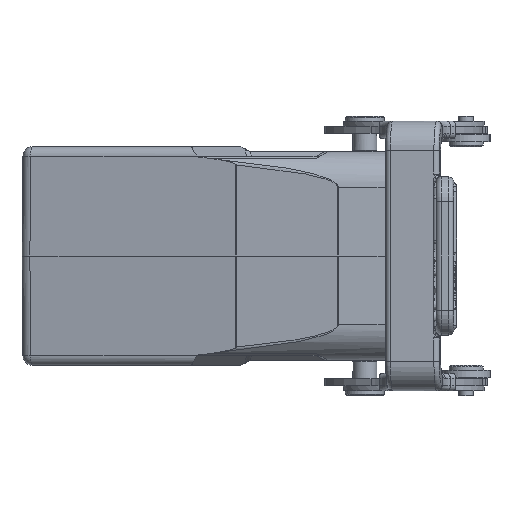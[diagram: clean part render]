
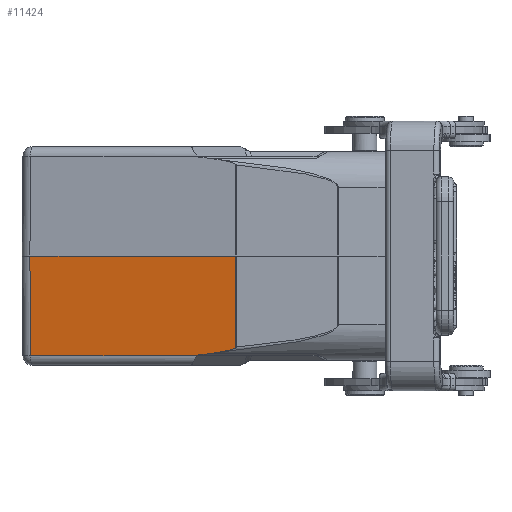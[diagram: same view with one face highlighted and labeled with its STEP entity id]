
A CAD part, left-side view. The second image highlights one B-rep face of the part: STEP entity #11424.
In plain terms, the highlighted planar face has unit normal (-0.982, 0.191, -0.009).
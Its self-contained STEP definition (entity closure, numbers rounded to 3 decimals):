
#8064=B_SPLINE_CURVE_WITH_KNOTS('',3,(#58410,#58411,#58412,#58413,#58414,
#58415,#58416,#58417,#58418,#58419,#58420,#58421,#58422,#58423,#58424,#58425),
 .UNSPECIFIED.,.F.,.F.,(4,3,3,3,3,4),(0.,0.437,0.715,
0.893,0.979,1.),.UNSPECIFIED.);
#9852=FACE_OUTER_BOUND('',#15372,.T.);
#11424=ADVANCED_FACE('',(#9852),#12260,.T.);
#12260=PLANE('',#36576);
#15372=EDGE_LOOP('',(#27382,#27383,#27384,#27385,#27386,#27387,#27388,#27389));
#17612=LINE('',#58478,#19959);
#17614=LINE('',#58487,#19961);
#17641=LINE('',#58577,#19988);
#17643=LINE('',#58583,#19990);
#17644=LINE('',#58585,#19991);
#19959=VECTOR('',#43595,1.);
#19961=VECTOR('',#43603,1.);
#19988=VECTOR('',#43692,1.);
#19990=VECTOR('',#43700,1.);
#19991=VECTOR('',#43701,1.);
#27382=ORIENTED_EDGE('',*,*,#33885,.T.);
#27383=ORIENTED_EDGE('',*,*,#33887,.T.);
#27384=ORIENTED_EDGE('',*,*,#33939,.F.);
#27385=ORIENTED_EDGE('',*,*,#33940,.F.);
#27386=ORIENTED_EDGE('',*,*,#33891,.T.);
#27387=ORIENTED_EDGE('',*,*,#33936,.T.);
#27388=ORIENTED_EDGE('',*,*,#33938,.T.);
#27389=ORIENTED_EDGE('',*,*,#33941,.T.);
#30126=VERTEX_POINT('',#58390);
#30128=VERTEX_POINT('',#58409);
#30129=VERTEX_POINT('',#58479);
#30132=VERTEX_POINT('',#58486);
#30133=VERTEX_POINT('',#58488);
#30164=VERTEX_POINT('',#58576);
#30165=VERTEX_POINT('',#58580);
#30166=VERTEX_POINT('',#58584);
#33885=EDGE_CURVE('',#30126,#30128,#8064,.T.);
#33887=EDGE_CURVE('',#30128,#30129,#17612,.T.);
#33891=EDGE_CURVE('',#30133,#30132,#17614,.T.);
#33936=EDGE_CURVE('',#30132,#30164,#17641,.T.);
#33938=EDGE_CURVE('',#30164,#30165,#34185,.T.);
#33939=EDGE_CURVE('',#30166,#30129,#17643,.T.);
#33940=EDGE_CURVE('',#30133,#30166,#17644,.T.);
#33941=EDGE_CURVE('',#30165,#30126,#34186,.T.);
#34185=ELLIPSE('',#36573,10.482,2.);
#34186=ELLIPSE('',#36575,39.308,7.5);
#36573=AXIS2_PLACEMENT_3D('',#58581,#43696,#43697);
#36575=AXIS2_PLACEMENT_3D('',#58586,#43702,#43703);
#36576=AXIS2_PLACEMENT_3D('',#58587,#43704,#43705);
#43595=DIRECTION('',(-0.009,0.001,1.));
#43603=DIRECTION('',(-0.191,-0.982,0.));
#43692=DIRECTION('',(-0.13,-0.634,0.763));
#43696=DIRECTION('',(-0.982,0.191,-0.009));
#43697=DIRECTION('',(0.191,0.982,0.002));
#43700=DIRECTION('',(-0.191,-0.982,0.));
#43701=DIRECTION('',(-0.007,0.009,1.));
#43702=DIRECTION('',(-0.982,0.191,-0.009));
#43703=DIRECTION('',(0.191,0.982,0.002));
#43704=DIRECTION('',(-0.982,0.191,-0.009));
#43705=DIRECTION('',(-0.191,-0.982,0.));
#58390=CARTESIAN_POINT('',(-43.861,3.676,-19.818));
#58409=CARTESIAN_POINT('',(-44.58,0.024,-18.83));
#58410=CARTESIAN_POINT('',(-43.861,3.676,-19.818));
#58411=CARTESIAN_POINT('',(-43.968,3.128,-19.73));
#58412=CARTESIAN_POINT('',(-44.076,2.582,-19.633));
#58413=CARTESIAN_POINT('',(-44.182,2.039,-19.517));
#58414=CARTESIAN_POINT('',(-44.25,1.695,-19.443));
#58415=CARTESIAN_POINT('',(-44.317,1.351,-19.362));
#58416=CARTESIAN_POINT('',(-44.384,1.012,-19.265));
#58417=CARTESIAN_POINT('',(-44.427,0.796,-19.202));
#58418=CARTESIAN_POINT('',(-44.469,0.579,-19.134));
#58419=CARTESIAN_POINT('',(-44.51,0.372,-19.043));
#58420=CARTESIAN_POINT('',(-44.53,0.272,-19.));
#58421=CARTESIAN_POINT('',(-44.55,0.172,-18.952));
#58422=CARTESIAN_POINT('',(-44.567,0.085,-18.885));
#58423=CARTESIAN_POINT('',(-44.572,0.063,-18.869));
#58424=CARTESIAN_POINT('',(-44.576,0.042,-18.851));
#58425=CARTESIAN_POINT('',(-44.58,0.024,-18.83));
#58478=CARTESIAN_POINT('',(-44.743,0.048,0.003));
#58479=CARTESIAN_POINT('',(-44.743,0.048,0.));
#58486=CARTESIAN_POINT('',(-43.023,7.954,-20.517));
#58487=CARTESIAN_POINT('',(-45.944,-7.069,-20.517));
#58488=CARTESIAN_POINT('',(-36.366,42.203,-20.517));
#58576=CARTESIAN_POINT('',(-43.052,7.814,-20.349));
#58577=CARTESIAN_POINT('',(-43.023,7.954,-20.517));
#58580=CARTESIAN_POINT('',(-43.44,5.83,-20.136));
#58581=CARTESIAN_POINT('',(-42.29,11.82,-18.5));
#58583=CARTESIAN_POINT('',(-36.514,42.382,0.));
#58584=CARTESIAN_POINT('',(-36.514,42.382,0.));
#58585=CARTESIAN_POINT('',(-36.511,42.379,-0.362));
#58586=CARTESIAN_POINT('',(-39.128,28.295,-14.));
#58587=CARTESIAN_POINT('',(-46.119,-7.035,0.));
